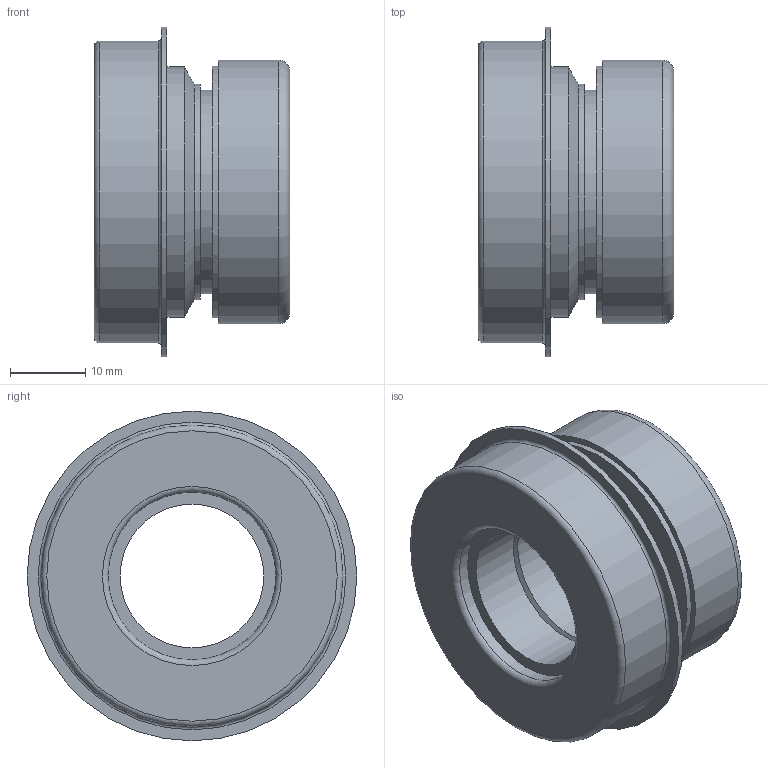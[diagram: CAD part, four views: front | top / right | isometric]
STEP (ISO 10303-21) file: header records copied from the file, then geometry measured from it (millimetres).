
FILE_DESCRIPTION(/* description */ ('MECHANICAL SEAL ASSEMBLY, FKM, IND. BOXED'),/* implementation_level */ '2;1');
FILE_NAME(/* name */ '12713V.stp',/* time_stamp */ '2022-10-18T14:37:27-04:00',/* author */ ('MJC'),/* organization */ (''),/* preprocessor_version */ 'ST-DEVELOPER v18.1',/* originating_system */ 'Autodesk Inventor 2022',/* authorisation */ '');
FILE_SCHEMA (('AUTOMOTIVE_DESIGN { 1 0 10303 214 3 1 1 }'));
Length unit declared in the file: inch
Products named in the file (1): 12713V
Bounding box: 25.93 x 43.69 x 43.69 mm (x, y, z)
Volume: 18539.5 mm3; surface area: 7732.8 mm2
Topology: 1 solids, 1 shells, 31 faces, 54 edges, 35 vertices
Faces by surface type: cylinder 13, plane 12, torus 4, cone 2
Full cylindrical faces by diameter (mm): 19.05 x3, 20.637 x1, 22.225 x1, 25.4 x1, 26.987 x1, 28.575 x1, 33.147 x1, 33.337 x1, 34.925 x1, 40.005 x1, 43.688 x1
Entity records: 812 total; most frequent: DIRECTION 157, CARTESIAN_POINT 121, ORIENTED_EDGE 108, AXIS2_PLACEMENT_3D 71, EDGE_CURVE 54, EDGE_LOOP 43, CIRCLE 39, VERTEX_POINT 35
